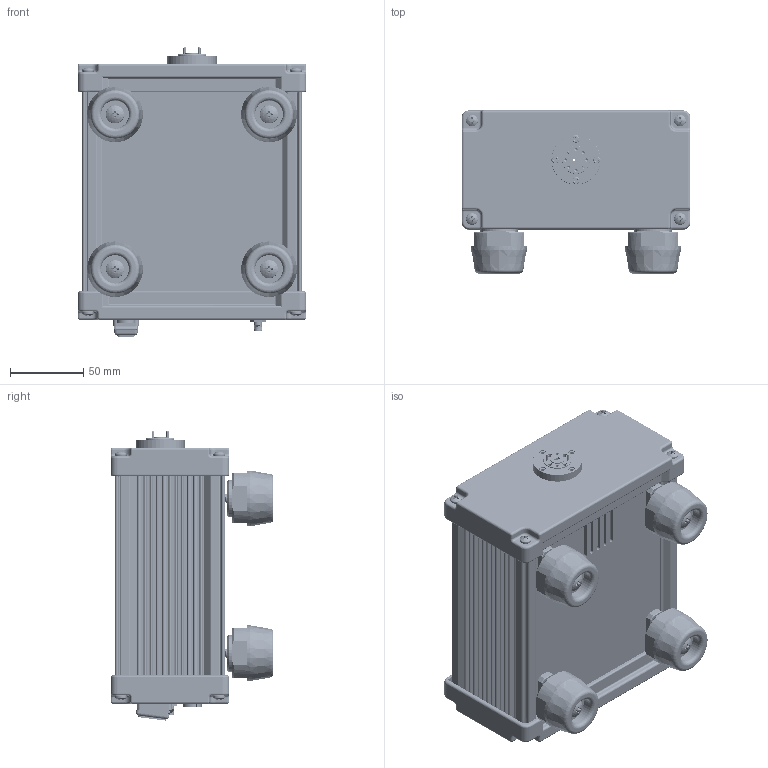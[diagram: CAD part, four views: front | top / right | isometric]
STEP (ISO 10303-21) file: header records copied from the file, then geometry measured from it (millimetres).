
FILE_DESCRIPTION (( 'STEP AP203' ), '1' );
FILE_NAME ('STE-KF215-04-S1.STEP', '2019-11-01T00:25:53', ( '' ), ( '' ), 'SwSTEP 2.0', 'SolidWorks 2016', '' );
FILE_SCHEMA (( 'CONFIG_CONTROL_DESIGN' ));
Products named in the file (1): STE-KF215-04-S1
Bounding box: 156.3 x 111.36 x 197.74 mm (x, y, z)
Volume: 535840.6 mm3; surface area: 311044.4 mm2
Topology: 36 solids, 36 shells, 4800 faces, 13660 edges, 8820 vertices
Faces by surface type: cylinder 2674, plane 1324, cone 494, torus 138, bspline 106, sphere 64
Entity records: 220656 total; most frequent: CARTESIAN_POINT 107238, ORIENTED_EDGE 27128, DIRECTION 20931, EDGE_CURVE 13564, VERTEX_POINT 8818, AXIS2_PLACEMENT_3D 7628, LINE 5675, VECTOR 5675
